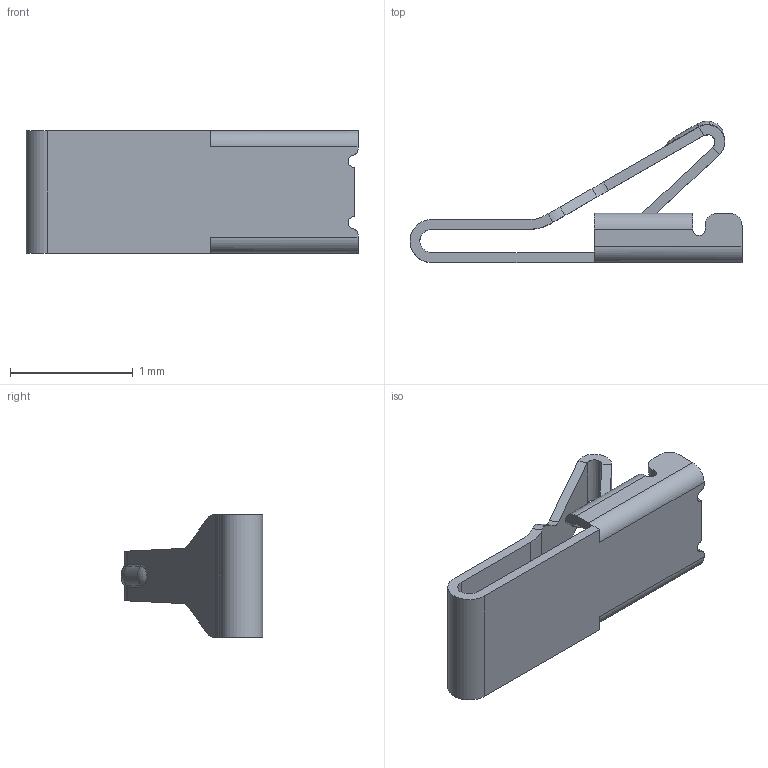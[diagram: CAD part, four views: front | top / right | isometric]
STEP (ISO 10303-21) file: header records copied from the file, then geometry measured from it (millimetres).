
FILE_DESCRIPTION (( 'STEP AP214' ), '1' );
FILE_NAME ('2329497-2.STEP', '2023-05-02T06:13:56', ( '' ), ( '' ), 'SwSTEP 2.0', 'SolidWorks 2021', '' );
FILE_SCHEMA (( 'AUTOMOTIVE_DESIGN' ));
Length unit declared in the file: millimetre
Products named in the file (2): 2329497-2
Assembly tree (1 placements, depth 2):
  2329497-2
    2329497-2
Bounding box: 2.7 x 1.15 x 1 mm (x, y, z)
Volume: 0.5 mm3; surface area: 13.7 mm2
Topology: 1 solids, 1 shells, 99 faces, 269 edges, 172 vertices
Faces by surface type: plane 46, cylinder 41, bspline 12
Entity records: 4054 total; most frequent: CARTESIAN_POINT 1508, ORIENTED_EDGE 538, DIRECTION 514, EDGE_CURVE 269, AXIS2_PLACEMENT_3D 175, VERTEX_POINT 172, LINE 164, VECTOR 164
